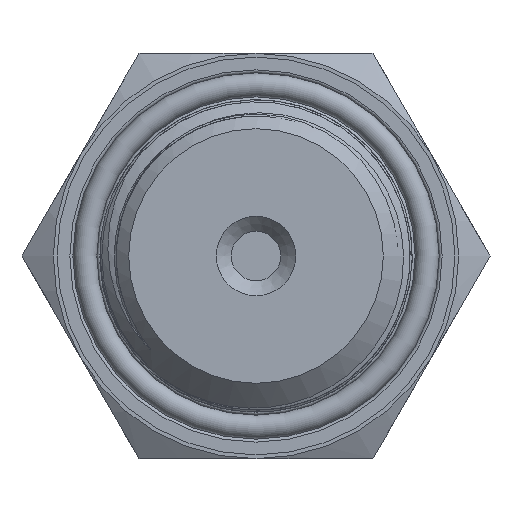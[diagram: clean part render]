
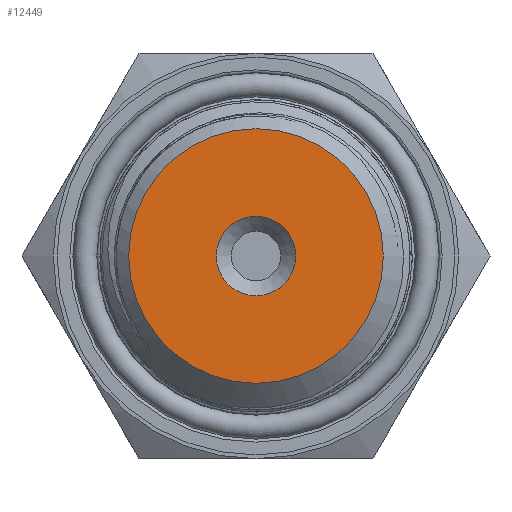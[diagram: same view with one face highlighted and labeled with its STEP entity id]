
A CAD part, left-side view. The second image highlights one B-rep face of the part: STEP entity #12449.
In plain terms, the highlighted planar face has unit normal (-1, 0, 0).
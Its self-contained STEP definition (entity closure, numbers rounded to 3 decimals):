
#521=FACE_BOUND('',#2245,.T.);
#707=PLANE('',#13219);
#1447=FACE_OUTER_BOUND('',#2244,.T.);
#2244=EDGE_LOOP('',(#11537));
#2245=EDGE_LOOP('',(#11538));
#2576=CIRCLE('',#13191,8.478);
#2590=CIRCLE('',#13218,2.65);
#5979=VERTEX_POINT('',#33375);
#6004=VERTEX_POINT('',#36574);
#7810=EDGE_CURVE('',#5979,#5979,#2576,.T.);
#7853=EDGE_CURVE('',#6004,#6004,#2590,.T.);
#11537=ORIENTED_EDGE('',*,*,#7810,.T.);
#11538=ORIENTED_EDGE('',*,*,#7853,.T.);
#12449=ADVANCED_FACE('',(#1447,#521),#707,.T.);
#13191=AXIS2_PLACEMENT_3D('',#33376,#15315,#15316);
#13218=AXIS2_PLACEMENT_3D('',#36576,#15377,#15378);
#13219=AXIS2_PLACEMENT_3D('',#36577,#15379,#15380);
#15315=DIRECTION('center_axis',(-1.,0.,0.));
#15316=DIRECTION('ref_axis',(0.,1.,0.));
#15377=DIRECTION('center_axis',(1.,0.,0.));
#15378=DIRECTION('ref_axis',(0.,0.,-1.));
#15379=DIRECTION('center_axis',(-1.,0.,0.));
#15380=DIRECTION('ref_axis',(0.,0.,1.));
#33375=CARTESIAN_POINT('',(-61.,-8.478,0.));
#33376=CARTESIAN_POINT('Origin',(-61.,0.,0.));
#36574=CARTESIAN_POINT('',(-61.,-2.65,0.));
#36576=CARTESIAN_POINT('Origin',(-61.,0.,0.));
#36577=CARTESIAN_POINT('Origin',(-61.,10.478,0.));
